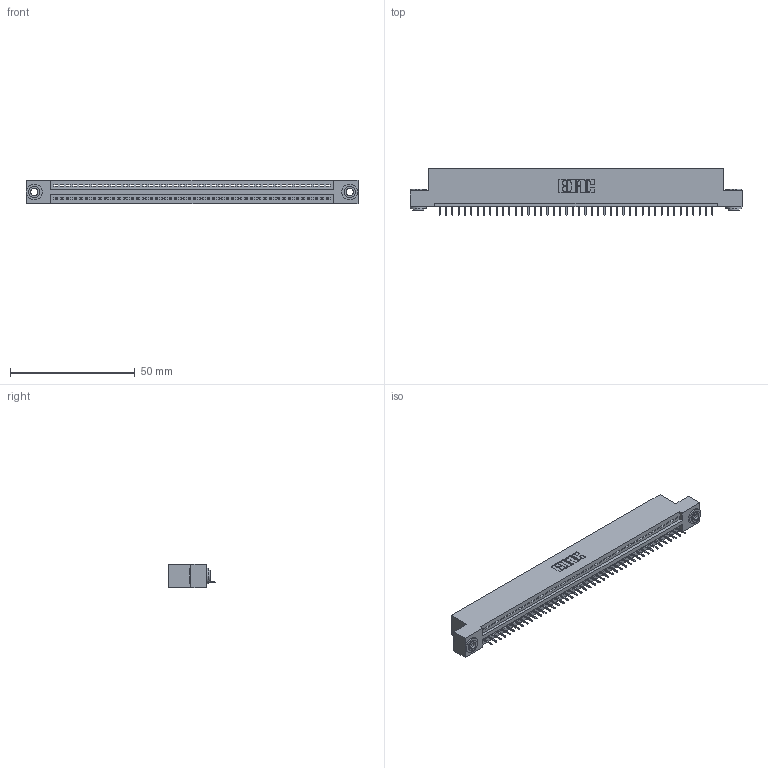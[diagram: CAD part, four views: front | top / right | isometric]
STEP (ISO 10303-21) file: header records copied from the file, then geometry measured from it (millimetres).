
FILE_DESCRIPTION (( 'STEP AP203' ), '1' );
FILE_NAME ('345-044-525-103.STEP', '2020-09-19T21:53:40', ( '' ), ( '' ), 'SwSTEP 2.0', 'SolidWorks 2020', '' );
FILE_SCHEMA (( 'CONFIG_CONTROL_DESIGN' ));
Length unit declared in the file: inch
Products named in the file (4): 345-044-525-103; 345-292-001_345-293-125; 345-250-002_345-250-002-102; 345 Part_Flush Mounting Lugs - 0.156 Dia-TH
Assembly tree (47 placements, depth 2):
  345-044-525-103
    345 Part_Flush Mounting Lugs - 0.156 Dia-TH
    345-292-001_345-293-125  x44
    345-250-002_345-250-002-102  x2
Bounding box: 132.97 x 18.72 x 9.4 mm (x, y, z)
Volume: 12485.7 mm3; surface area: 16234.9 mm2
Topology: 47 solids, 47 shells, 2892 faces, 8337 edges, 5378 vertices
Faces by surface type: plane 2114, cylinder 770, cone 8
Entity records: 33570 total; most frequent: CARTESIAN_POINT 5791, ORIENTED_EDGE 5762, DIRECTION 5087, EDGE_CURVE 2881, LINE 2553, VECTOR 2553, VERTEX_POINT 1914, AXIS2_PLACEMENT_3D 1267
